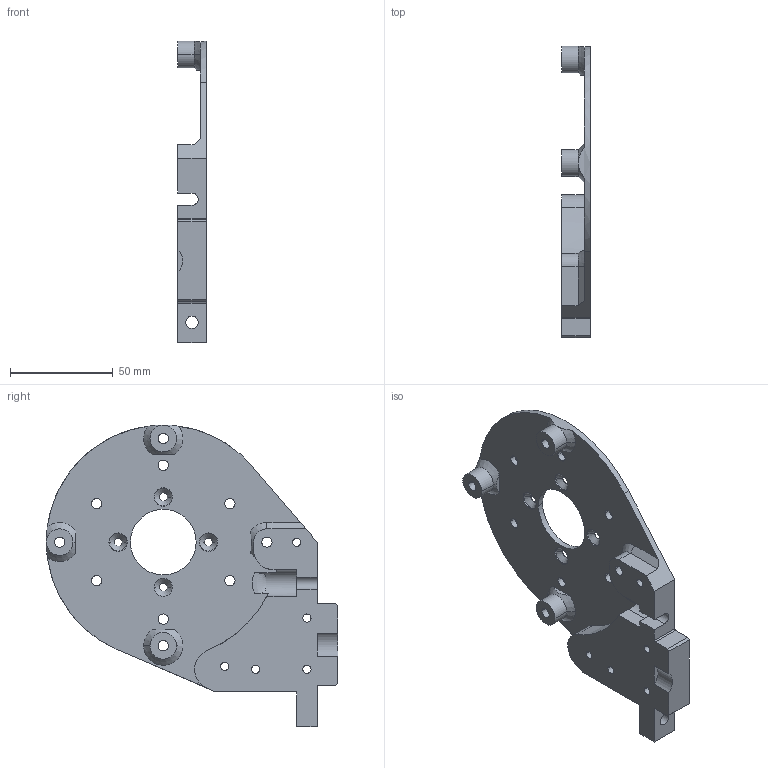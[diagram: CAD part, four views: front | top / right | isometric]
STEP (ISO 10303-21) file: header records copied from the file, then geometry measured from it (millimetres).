
FILE_DESCRIPTION((''),'2;1');
FILE_NAME('OBMP-SAR-1210','2023-10-10T19:22:17',('ccha425'),('Department of Mechanical Engineering, The University of Auckland'),'CREO PARAMETRIC BY PTC INC, 2017260','CREO PARAMETRIC BY PTC INC, 2017260','');
FILE_SCHEMA(('CONFIG_CONTROL_DESIGN'));
Length unit declared in the file: millimetre
Products named in the file (1): OBMP-SAR-1210
Bounding box: 14 x 142 x 147 mm (x, y, z)
Volume: 77109.5 mm3; surface area: 34499.8 mm2
Topology: 1 solids, 1 shells, 119 faces, 320 edges, 208 vertices
Faces by surface type: cylinder 71, plane 32, cone 15, bspline 1
Entity records: 4197 total; most frequent: CARTESIAN_POINT 973, DIRECTION 698, ORIENTED_EDGE 640, EDGE_CURVE 320, AXIS2_PLACEMENT_3D 275, VERTEX_POINT 208, EDGE_LOOP 166, CIRCLE 157
